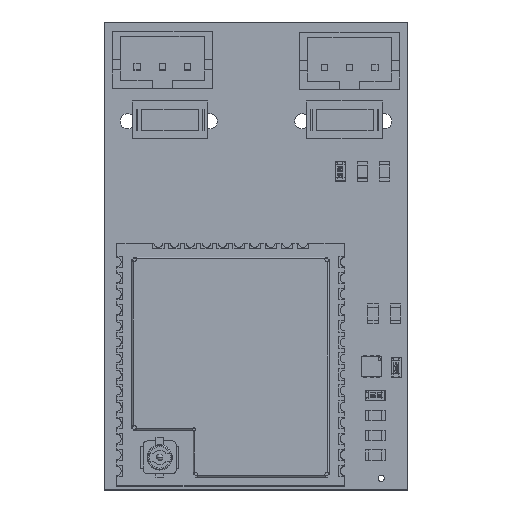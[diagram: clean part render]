
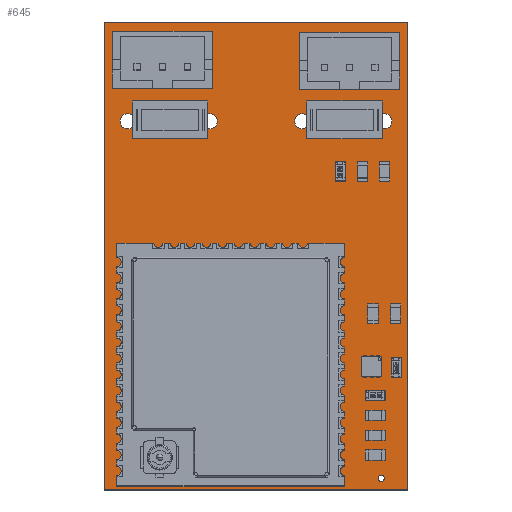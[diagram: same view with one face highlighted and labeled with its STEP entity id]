
A CAD part, top view. The second image highlights one B-rep face of the part: STEP entity #645.
In plain terms, the highlighted planar face has unit normal (0, 0, 1).
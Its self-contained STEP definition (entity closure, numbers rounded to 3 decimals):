
#120 = VERTEX_POINT('',#121);
#121 = CARTESIAN_POINT('',(0.025,0.,0.411));
#127 = EDGE_CURVE('',#120,#128,#130,.T.);
#128 = VERTEX_POINT('',#129);
#129 = CARTESIAN_POINT('',(24.025,0.,0.411));
#130 = LINE('',#131,#132);
#131 = CARTESIAN_POINT('',(0.025,0.,0.411));
#132 = VECTOR('',#133,1.);
#133 = DIRECTION('',(1.,0.,0.));
#158 = EDGE_CURVE('',#128,#159,#161,.T.);
#159 = VERTEX_POINT('',#160);
#160 = CARTESIAN_POINT('',(24.025,37.,0.411));
#161 = LINE('',#162,#163);
#162 = CARTESIAN_POINT('',(24.025,0.,0.411));
#163 = VECTOR('',#164,1.);
#164 = DIRECTION('',(0.,1.,0.));
#189 = EDGE_CURVE('',#159,#190,#192,.T.);
#190 = VERTEX_POINT('',#191);
#191 = CARTESIAN_POINT('',(0.025,37.,0.411));
#192 = LINE('',#193,#194);
#193 = CARTESIAN_POINT('',(24.025,37.,0.411));
#194 = VECTOR('',#195,1.);
#195 = DIRECTION('',(-1.,0.,0.));
#220 = EDGE_CURVE('',#190,#120,#221,.T.);
#221 = LINE('',#222,#223);
#222 = CARTESIAN_POINT('',(0.025,37.,0.411));
#223 = VECTOR('',#224,1.);
#224 = DIRECTION('',(0.,-1.,0.));
#244 = VERTEX_POINT('',#245);
#245 = CARTESIAN_POINT('',(2.475,29.15,0.411));
#251 = EDGE_CURVE('',#244,#244,#252,.T.);
#252 = CIRCLE('',#253,0.6);
#253 = AXIS2_PLACEMENT_3D('',#254,#255,#256);
#254 = CARTESIAN_POINT('',(1.875,29.15,0.411));
#255 = DIRECTION('',(0.,0.,1.));
#256 = DIRECTION('',(1.,0.,0.));
#277 = VERTEX_POINT('',#278);
#278 = CARTESIAN_POINT('',(8.975,29.15,0.411));
#284 = EDGE_CURVE('',#277,#277,#285,.T.);
#285 = CIRCLE('',#286,0.6);
#286 = AXIS2_PLACEMENT_3D('',#287,#288,#289);
#287 = CARTESIAN_POINT('',(8.375,29.15,0.411));
#288 = DIRECTION('',(0.,0.,1.));
#289 = DIRECTION('',(1.,0.,0.));
#310 = VERTEX_POINT('',#311);
#311 = CARTESIAN_POINT('',(2.975,33.45,0.411));
#317 = EDGE_CURVE('',#310,#310,#318,.T.);
#318 = CIRCLE('',#319,0.35);
#319 = AXIS2_PLACEMENT_3D('',#320,#321,#322);
#320 = CARTESIAN_POINT('',(2.625,33.45,0.411));
#321 = DIRECTION('',(0.,0.,1.));
#322 = DIRECTION('',(1.,0.,0.));
#343 = VERTEX_POINT('',#344);
#344 = CARTESIAN_POINT('',(6.975,33.45,0.411));
#350 = EDGE_CURVE('',#343,#343,#351,.T.);
#351 = CIRCLE('',#352,0.35);
#352 = AXIS2_PLACEMENT_3D('',#353,#354,#355);
#353 = CARTESIAN_POINT('',(6.625,33.45,0.411));
#354 = DIRECTION('',(0.,0.,1.));
#355 = DIRECTION('',(1.,0.,0.));
#376 = VERTEX_POINT('',#377);
#377 = CARTESIAN_POINT('',(4.975,33.45,0.411));
#383 = EDGE_CURVE('',#376,#376,#384,.T.);
#384 = CIRCLE('',#385,0.35);
#385 = AXIS2_PLACEMENT_3D('',#386,#387,#388);
#386 = CARTESIAN_POINT('',(4.625,33.45,0.411));
#387 = DIRECTION('',(0.,0.,1.));
#388 = DIRECTION('',(1.,0.,0.));
#409 = VERTEX_POINT('',#410);
#410 = CARTESIAN_POINT('',(16.275,29.15,0.411));
#416 = EDGE_CURVE('',#409,#409,#417,.T.);
#417 = CIRCLE('',#418,0.6);
#418 = AXIS2_PLACEMENT_3D('',#419,#420,#421);
#419 = CARTESIAN_POINT('',(15.675,29.15,0.411));
#420 = DIRECTION('',(0.,0.,1.));
#421 = DIRECTION('',(1.,0.,0.));
#442 = VERTEX_POINT('',#443);
#443 = CARTESIAN_POINT('',(22.175,0.925,0.411));
#449 = EDGE_CURVE('',#442,#442,#450,.T.);
#450 = CIRCLE('',#451,0.25);
#451 = AXIS2_PLACEMENT_3D('',#452,#453,#454);
#452 = CARTESIAN_POINT('',(21.925,0.925,0.411));
#453 = DIRECTION('',(0.,0.,1.));
#454 = DIRECTION('',(1.,0.,0.));
#475 = VERTEX_POINT('',#476);
#476 = CARTESIAN_POINT('',(22.775,29.15,0.411));
#482 = EDGE_CURVE('',#475,#475,#483,.T.);
#483 = CIRCLE('',#484,0.6);
#484 = AXIS2_PLACEMENT_3D('',#485,#486,#487);
#485 = CARTESIAN_POINT('',(22.175,29.15,0.411));
#486 = DIRECTION('',(0.,0.,1.));
#487 = DIRECTION('',(1.,0.,0.));
#508 = VERTEX_POINT('',#509);
#509 = CARTESIAN_POINT('',(17.775,33.375,0.411));
#515 = EDGE_CURVE('',#508,#508,#516,.T.);
#516 = CIRCLE('',#517,0.35);
#517 = AXIS2_PLACEMENT_3D('',#518,#519,#520);
#518 = CARTESIAN_POINT('',(17.425,33.375,0.411));
#519 = DIRECTION('',(0.,0.,1.));
#520 = DIRECTION('',(1.,0.,0.));
#541 = VERTEX_POINT('',#542);
#542 = CARTESIAN_POINT('',(21.775,33.375,0.411));
#548 = EDGE_CURVE('',#541,#541,#549,.T.);
#549 = CIRCLE('',#550,0.35);
#550 = AXIS2_PLACEMENT_3D('',#551,#552,#553);
#551 = CARTESIAN_POINT('',(21.425,33.375,0.411));
#552 = DIRECTION('',(0.,0.,1.));
#553 = DIRECTION('',(1.,0.,0.));
#574 = VERTEX_POINT('',#575);
#575 = CARTESIAN_POINT('',(19.775,33.375,0.411));
#581 = EDGE_CURVE('',#574,#574,#582,.T.);
#582 = CIRCLE('',#583,0.35);
#583 = AXIS2_PLACEMENT_3D('',#584,#585,#586);
#584 = CARTESIAN_POINT('',(19.425,33.375,0.411));
#585 = DIRECTION('',(0.,0.,1.));
#586 = DIRECTION('',(1.,0.,0.));
#645 = ADVANCED_FACE('',(#646,#652,#655,#658,#661,#664,#667,#670,#673,
    #676,#679,#682),#685,.F.);
#646 = FACE_BOUND('',#647,.T.);
#647 = EDGE_LOOP('',(#648,#649,#650,#651));
#648 = ORIENTED_EDGE('',*,*,#127,.T.);
#649 = ORIENTED_EDGE('',*,*,#158,.T.);
#650 = ORIENTED_EDGE('',*,*,#189,.T.);
#651 = ORIENTED_EDGE('',*,*,#220,.T.);
#652 = FACE_BOUND('',#653,.F.);
#653 = EDGE_LOOP('',(#654));
#654 = ORIENTED_EDGE('',*,*,#251,.T.);
#655 = FACE_BOUND('',#656,.F.);
#656 = EDGE_LOOP('',(#657));
#657 = ORIENTED_EDGE('',*,*,#284,.T.);
#658 = FACE_BOUND('',#659,.F.);
#659 = EDGE_LOOP('',(#660));
#660 = ORIENTED_EDGE('',*,*,#317,.T.);
#661 = FACE_BOUND('',#662,.F.);
#662 = EDGE_LOOP('',(#663));
#663 = ORIENTED_EDGE('',*,*,#350,.T.);
#664 = FACE_BOUND('',#665,.F.);
#665 = EDGE_LOOP('',(#666));
#666 = ORIENTED_EDGE('',*,*,#383,.T.);
#667 = FACE_BOUND('',#668,.F.);
#668 = EDGE_LOOP('',(#669));
#669 = ORIENTED_EDGE('',*,*,#416,.T.);
#670 = FACE_BOUND('',#671,.F.);
#671 = EDGE_LOOP('',(#672));
#672 = ORIENTED_EDGE('',*,*,#449,.T.);
#673 = FACE_BOUND('',#674,.F.);
#674 = EDGE_LOOP('',(#675));
#675 = ORIENTED_EDGE('',*,*,#482,.T.);
#676 = FACE_BOUND('',#677,.F.);
#677 = EDGE_LOOP('',(#678));
#678 = ORIENTED_EDGE('',*,*,#515,.T.);
#679 = FACE_BOUND('',#680,.F.);
#680 = EDGE_LOOP('',(#681));
#681 = ORIENTED_EDGE('',*,*,#548,.T.);
#682 = FACE_BOUND('',#683,.F.);
#683 = EDGE_LOOP('',(#684));
#684 = ORIENTED_EDGE('',*,*,#581,.T.);
#685 = PLANE('',#686);
#686 = AXIS2_PLACEMENT_3D('',#687,#688,#689);
#687 = CARTESIAN_POINT('',(0.025,0.,0.411));
#688 = DIRECTION('',(0.,0.,-1.));
#689 = DIRECTION('',(-1.,0.,0.));
